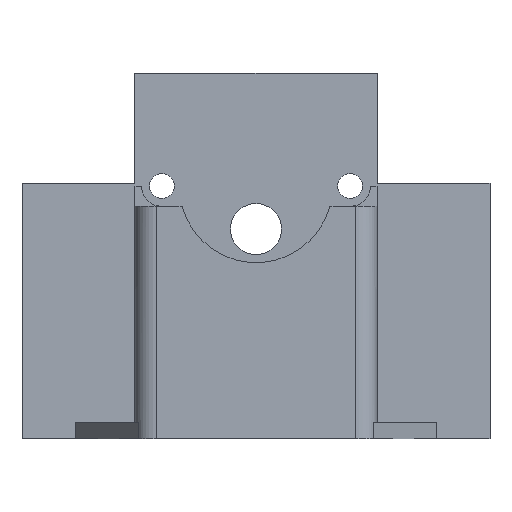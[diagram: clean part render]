
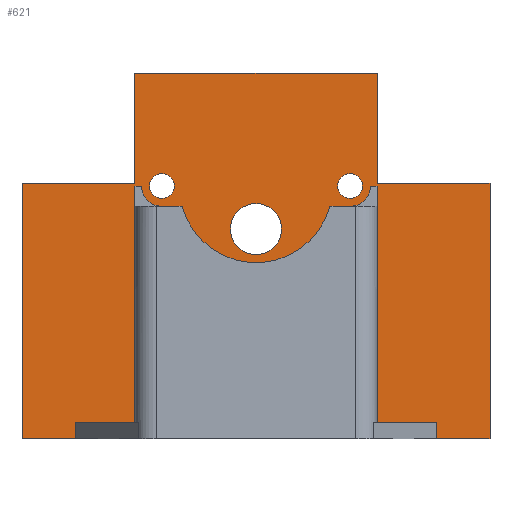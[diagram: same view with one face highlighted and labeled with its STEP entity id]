
A CAD part, front view. The second image highlights one B-rep face of the part: STEP entity #621.
In plain terms, the highlighted planar face has unit normal (0, -1, 0).
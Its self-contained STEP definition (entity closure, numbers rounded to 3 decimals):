
#15=FACE_BOUND('',#105,.T.);
#16=FACE_BOUND('',#106,.T.);
#17=FACE_BOUND('',#107,.T.);
#37=CIRCLE('',#657,3.75);
#39=CIRCLE('',#661,3.75);
#40=CIRCLE('',#663,2.3);
#42=CIRCLE('',#666,4.75);
#44=CIRCLE('',#669,2.3);
#46=CIRCLE('',#672,14.25);
#73=FACE_OUTER_BOUND('',#104,.T.);
#104=EDGE_LOOP('',(#521,#522,#523,#524,#525,#526,#527,#528,#529,#530,#531,
#532,#533,#534,#535,#536,#537,#538,#539,#540,#541,#542));
#105=EDGE_LOOP('',(#543));
#106=EDGE_LOOP('',(#544));
#107=EDGE_LOOP('',(#545));
#116=LINE('',#852,#185);
#119=LINE('',#858,#188);
#126=LINE('',#878,#195);
#127=LINE('',#881,#196);
#132=LINE('',#893,#201);
#135=LINE('',#899,#204);
#136=LINE('',#902,#205);
#141=LINE('',#913,#210);
#145=LINE('',#921,#214);
#151=LINE('',#932,#220);
#152=LINE('',#935,#221);
#157=LINE('',#944,#226);
#162=LINE('',#959,#231);
#165=LINE('',#965,#234);
#170=LINE('',#977,#239);
#172=LINE('',#979,#241);
#174=LINE('',#983,#243);
#180=LINE('',#1013,#249);
#181=LINE('',#1015,#250);
#185=VECTOR('',#682,10.);
#188=VECTOR('',#687,10.);
#195=VECTOR('',#704,10.);
#196=VECTOR('',#707,10.);
#201=VECTOR('',#716,10.);
#204=VECTOR('',#721,10.);
#205=VECTOR('',#724,10.);
#210=VECTOR('',#731,10.);
#214=VECTOR('',#737,10.);
#220=VECTOR('',#745,10.);
#221=VECTOR('',#748,10.);
#226=VECTOR('',#755,10.);
#231=VECTOR('',#770,10.);
#234=VECTOR('',#775,10.);
#239=VECTOR('',#788,10.);
#241=VECTOR('',#790,10.);
#243=VECTOR('',#794,10.);
#249=VECTOR('',#832,10.);
#250=VECTOR('',#833,10.);
#254=VERTEX_POINT('',#849);
#255=VERTEX_POINT('',#851);
#257=VERTEX_POINT('',#857);
#263=VERTEX_POINT('',#872);
#265=VERTEX_POINT('',#876);
#266=VERTEX_POINT('',#880);
#268=VERTEX_POINT('',#886);
#271=VERTEX_POINT('',#891);
#273=VERTEX_POINT('',#897);
#274=VERTEX_POINT('',#901);
#278=VERTEX_POINT('',#910);
#279=VERTEX_POINT('',#912);
#282=VERTEX_POINT('',#920);
#286=VERTEX_POINT('',#930);
#287=VERTEX_POINT('',#934);
#290=VERTEX_POINT('',#942);
#295=VERTEX_POINT('',#958);
#296=VERTEX_POINT('',#962);
#297=VERTEX_POINT('',#964);
#301=VERTEX_POINT('',#981);
#302=VERTEX_POINT('',#985);
#304=VERTEX_POINT('',#995);
#306=VERTEX_POINT('',#1001);
#308=VERTEX_POINT('',#1007);
#310=VERTEX_POINT('',#1014);
#312=EDGE_CURVE('',#255,#254,#116,.T.);
#315=EDGE_CURVE('',#257,#255,#119,.T.);
#325=EDGE_CURVE('',#263,#265,#126,.T.);
#326=EDGE_CURVE('',#265,#266,#127,.T.);
#332=EDGE_CURVE('',#268,#271,#132,.T.);
#335=EDGE_CURVE('',#273,#271,#135,.T.);
#336=EDGE_CURVE('',#257,#274,#136,.T.);
#341=EDGE_CURVE('',#278,#279,#141,.T.);
#345=EDGE_CURVE('',#279,#282,#145,.T.);
#351=EDGE_CURVE('',#286,#266,#151,.T.);
#352=EDGE_CURVE('',#282,#287,#152,.T.);
#357=EDGE_CURVE('',#290,#273,#157,.T.);
#364=EDGE_CURVE('',#295,#274,#162,.T.);
#367=EDGE_CURVE('',#296,#297,#165,.T.);
#374=EDGE_CURVE('',#254,#268,#170,.T.);
#376=EDGE_CURVE('',#278,#263,#172,.T.);
#378=EDGE_CURVE('',#286,#301,#174,.T.);
#380=EDGE_CURVE('',#301,#302,#37,.T.);
#383=EDGE_CURVE('',#296,#295,#39,.T.);
#384=EDGE_CURVE('',#304,#304,#40,.T.);
#387=EDGE_CURVE('',#306,#306,#42,.T.);
#390=EDGE_CURVE('',#308,#308,#44,.T.);
#393=EDGE_CURVE('',#290,#287,#180,.T.);
#394=EDGE_CURVE('',#302,#310,#181,.T.);
#395=EDGE_CURVE('',#310,#297,#46,.T.);
#521=ORIENTED_EDGE('',*,*,#312,.T.);
#522=ORIENTED_EDGE('',*,*,#374,.T.);
#523=ORIENTED_EDGE('',*,*,#332,.T.);
#524=ORIENTED_EDGE('',*,*,#335,.F.);
#525=ORIENTED_EDGE('',*,*,#357,.F.);
#526=ORIENTED_EDGE('',*,*,#393,.T.);
#527=ORIENTED_EDGE('',*,*,#352,.F.);
#528=ORIENTED_EDGE('',*,*,#345,.F.);
#529=ORIENTED_EDGE('',*,*,#341,.F.);
#530=ORIENTED_EDGE('',*,*,#376,.T.);
#531=ORIENTED_EDGE('',*,*,#325,.T.);
#532=ORIENTED_EDGE('',*,*,#326,.T.);
#533=ORIENTED_EDGE('',*,*,#351,.F.);
#534=ORIENTED_EDGE('',*,*,#378,.T.);
#535=ORIENTED_EDGE('',*,*,#380,.T.);
#536=ORIENTED_EDGE('',*,*,#394,.T.);
#537=ORIENTED_EDGE('',*,*,#395,.T.);
#538=ORIENTED_EDGE('',*,*,#367,.F.);
#539=ORIENTED_EDGE('',*,*,#383,.T.);
#540=ORIENTED_EDGE('',*,*,#364,.T.);
#541=ORIENTED_EDGE('',*,*,#336,.F.);
#542=ORIENTED_EDGE('',*,*,#315,.T.);
#543=ORIENTED_EDGE('',*,*,#384,.T.);
#544=ORIENTED_EDGE('',*,*,#387,.T.);
#545=ORIENTED_EDGE('',*,*,#390,.T.);
#591=PLANE('',#671);
#621=ADVANCED_FACE('',(#73,#15,#16,#17),#591,.T.);
#657=AXIS2_PLACEMENT_3D('',#987,#798,#799);
#661=AXIS2_PLACEMENT_3D('',#993,#807,#808);
#663=AXIS2_PLACEMENT_3D('',#996,#811,#812);
#666=AXIS2_PLACEMENT_3D('',#1002,#818,#819);
#669=AXIS2_PLACEMENT_3D('',#1008,#825,#826);
#671=AXIS2_PLACEMENT_3D('',#1012,#830,#831);
#672=AXIS2_PLACEMENT_3D('',#1016,#834,#835);
#682=DIRECTION('',(0.,0.,-1.));
#687=DIRECTION('',(1.,0.,0.));
#704=DIRECTION('',(0.,0.,1.));
#707=DIRECTION('',(1.,0.,0.));
#716=DIRECTION('',(0.,0.,1.));
#721=DIRECTION('',(1.,0.,0.));
#724=DIRECTION('',(0.,0.,1.));
#731=DIRECTION('',(0.,0.,1.));
#737=DIRECTION('',(1.,0.,0.));
#745=DIRECTION('',(0.,0.,-1.));
#748=DIRECTION('',(0.,0.,1.));
#755=DIRECTION('',(0.,0.,-1.));
#770=DIRECTION('',(1.,0.,0.));
#775=DIRECTION('',(-1.,0.,0.));
#788=DIRECTION('',(1.,0.,0.));
#790=DIRECTION('',(1.,0.,0.));
#794=DIRECTION('',(1.,0.,0.));
#798=DIRECTION('center_axis',(0.,-1.,0.));
#799=DIRECTION('ref_axis',(-1.,0.,0.));
#807=DIRECTION('center_axis',(0.,-1.,0.));
#808=DIRECTION('ref_axis',(-1.,0.,0.));
#811=DIRECTION('center_axis',(0.,1.,0.));
#812=DIRECTION('ref_axis',(-1.,0.,0.));
#818=DIRECTION('center_axis',(0.,1.,0.));
#819=DIRECTION('ref_axis',(-1.,0.,0.));
#825=DIRECTION('center_axis',(0.,1.,0.));
#826=DIRECTION('ref_axis',(-1.,0.,0.));
#830=DIRECTION('center_axis',(0.,-1.,0.));
#831=DIRECTION('ref_axis',(-1.,0.,0.));
#832=DIRECTION('',(-1.,0.,0.));
#833=DIRECTION('',(1.,0.,0.));
#834=DIRECTION('center_axis',(0.,-1.,0.));
#835=DIRECTION('ref_axis',(-1.,0.,0.));
#849=CARTESIAN_POINT('',(33.5,-22.,-39.));
#851=CARTESIAN_POINT('',(33.5,-22.,-36.));
#852=CARTESIAN_POINT('',(33.5,-22.,-7.934));
#857=CARTESIAN_POINT('',(22.5,-22.,-36.));
#858=CARTESIAN_POINT('',(-1.039,-22.,-36.));
#872=CARTESIAN_POINT('',(-33.5,-22.,-39.));
#876=CARTESIAN_POINT('',(-33.5,-22.,-36.));
#878=CARTESIAN_POINT('',(-33.5,-22.,-7.934));
#880=CARTESIAN_POINT('',(-22.5,-22.,-36.));
#881=CARTESIAN_POINT('',(-1.039,-22.,-36.));
#886=CARTESIAN_POINT('',(43.5,-22.,-39.));
#891=CARTESIAN_POINT('',(43.5,-22.,8.5));
#893=CARTESIAN_POINT('',(43.5,-22.,-39.));
#897=CARTESIAN_POINT('',(22.5,-22.,8.5));
#899=CARTESIAN_POINT('',(-43.5,-22.,8.5));
#901=CARTESIAN_POINT('',(22.5,-22.,8.));
#902=CARTESIAN_POINT('',(22.5,-22.,-21.25));
#910=CARTESIAN_POINT('',(-43.5,-22.,-39.));
#912=CARTESIAN_POINT('',(-43.5,-22.,8.5));
#913=CARTESIAN_POINT('',(-43.5,-22.,-39.));
#920=CARTESIAN_POINT('',(-22.5,-22.,8.5));
#921=CARTESIAN_POINT('',(-43.5,-22.,8.5));
#930=CARTESIAN_POINT('',(-22.5,-22.,8.));
#932=CARTESIAN_POINT('',(-22.5,-22.,-21.25));
#934=CARTESIAN_POINT('',(-22.5,-22.,29.));
#935=CARTESIAN_POINT('',(-22.5,-22.,9.816));
#942=CARTESIAN_POINT('',(22.5,-22.,29.));
#944=CARTESIAN_POINT('',(22.5,-22.,9.816));
#958=CARTESIAN_POINT('',(21.25,-22.,8.));
#959=CARTESIAN_POINT('',(21.25,-22.,8.));
#962=CARTESIAN_POINT('',(17.5,-22.,4.25));
#964=CARTESIAN_POINT('',(13.748,-22.,4.25));
#965=CARTESIAN_POINT('',(17.5,-22.,4.25));
#977=CARTESIAN_POINT('',(-43.5,-22.,-39.));
#979=CARTESIAN_POINT('',(-43.5,-22.,-39.));
#981=CARTESIAN_POINT('',(-21.25,-22.,8.));
#983=CARTESIAN_POINT('',(-44.045,-22.,8.));
#985=CARTESIAN_POINT('',(-17.5,-22.,4.25));
#987=CARTESIAN_POINT('Origin',(-17.5,-22.,8.));
#993=CARTESIAN_POINT('Origin',(17.5,-22.,8.));
#995=CARTESIAN_POINT('',(19.8,-22.,8.));
#996=CARTESIAN_POINT('Origin',(17.5,-22.,8.));
#1001=CARTESIAN_POINT('',(4.75,-22.,0.));
#1002=CARTESIAN_POINT('Origin',(0.,-22.,0.));
#1007=CARTESIAN_POINT('',(-15.2,-22.,8.));
#1008=CARTESIAN_POINT('Origin',(-17.5,-22.,8.));
#1012=CARTESIAN_POINT('Origin',(-2.078,-22.,23.133));
#1013=CARTESIAN_POINT('',(0.,-22.,29.));
#1014=CARTESIAN_POINT('',(-13.748,-22.,4.25));
#1015=CARTESIAN_POINT('',(-17.5,-22.,4.25));
#1016=CARTESIAN_POINT('Origin',(0.,-22.,8.));
